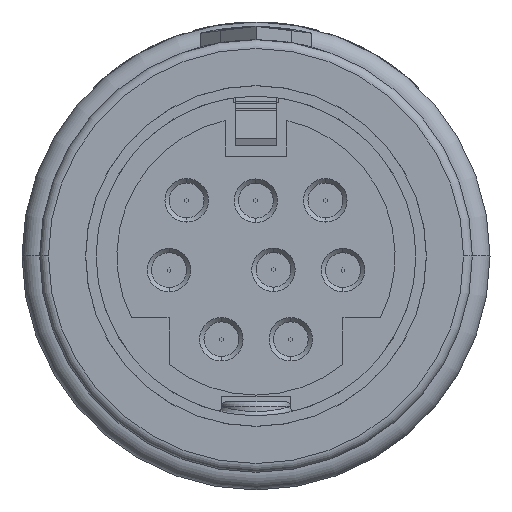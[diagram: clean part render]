
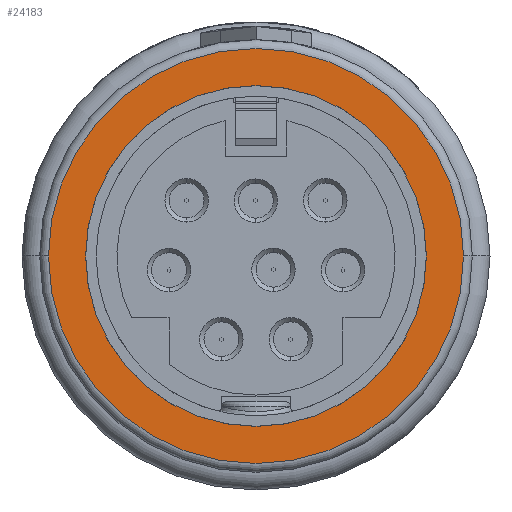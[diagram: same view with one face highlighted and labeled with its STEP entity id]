
A CAD part, front view. The second image highlights one B-rep face of the part: STEP entity #24183.
In plain terms, the highlighted face is planar.
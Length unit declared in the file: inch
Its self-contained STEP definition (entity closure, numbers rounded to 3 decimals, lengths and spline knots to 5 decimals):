
#131 = CARTESIAN_POINT ( 'NONE',  ( 0., 0., 0. ) ) ;
#667 = DIRECTION ( 'NONE',  ( 1., 0., 0. ) ) ;
#2291 = AXIS2_PLACEMENT_3D ( 'NONE', #33114, #33537, #11485 ) ;
#3424 = CIRCLE ( 'NONE', #12982, 0.193 ) ;
#3669 = CARTESIAN_POINT ( 'NONE',  ( -0.235, 0., 0. ) ) ;
#4038 = DIRECTION ( 'NONE',  ( 0., 0., -1. ) ) ;
#4410 = EDGE_CURVE ( 'NONE', #18847, #18982, #3424, .T. ) ;
#7123 = CARTESIAN_POINT ( 'NONE',  ( 0., 0., 0. ) ) ;
#7172 = DIRECTION ( 'NONE',  ( 0., 0., 1. ) ) ;
#8060 = CARTESIAN_POINT ( 'NONE',  ( 0.235, 0., 0. ) ) ;
#8297 = AXIS2_PLACEMENT_3D ( 'NONE', #35305, #7172, #35576 ) ;
#8490 = EDGE_CURVE ( 'NONE', #31934, #15783, #26343, .T. ) ;
#8928 = CARTESIAN_POINT ( 'NONE',  ( -0.193, 0., 0. ) ) ;
#9134 = AXIS2_PLACEMENT_3D ( 'NONE', #19843, #32134, #667 ) ;
#9941 = ORIENTED_EDGE ( 'NONE', *, *, #8490, .T. ) ;
#11485 = DIRECTION ( 'NONE',  ( 1., 0., 0. ) ) ;
#12800 = CARTESIAN_POINT ( 'NONE',  ( 0.193, 0., 0. ) ) ;
#12982 = AXIS2_PLACEMENT_3D ( 'NONE', #7123, #4038, #16884 ) ;
#15783 = VERTEX_POINT ( 'NONE', #8060 ) ;
#16604 = AXIS2_PLACEMENT_3D ( 'NONE', #131, #21708, #35057 ) ;
#16884 = DIRECTION ( 'NONE',  ( -1., 0., 0. ) ) ;
#17566 = EDGE_LOOP ( 'NONE', ( #39134, #37165 ) ) ;
#17933 = EDGE_LOOP ( 'NONE', ( #34438, #9941 ) ) ;
#18847 = VERTEX_POINT ( 'NONE', #8928 ) ;
#18982 = VERTEX_POINT ( 'NONE', #12800 ) ;
#19843 = CARTESIAN_POINT ( 'NONE',  ( 0., 0., 0. ) ) ;
#21708 = DIRECTION ( 'NONE',  ( 0., 0., -1. ) ) ;
#23138 = FACE_BOUND ( 'NONE', #17566, .T. ) ;
#24183 = ADVANCED_FACE ( 'NONE', ( #23138, #35976 ), #31860, .F. ) ;
#26343 = CIRCLE ( 'NONE', #9134, 0.235 ) ;
#31860 = PLANE ( 'NONE',  #8297 ) ;
#31934 = VERTEX_POINT ( 'NONE', #3669 ) ;
#32134 = DIRECTION ( 'NONE',  ( 0., 0., -1. ) ) ;
#32340 = CIRCLE ( 'NONE', #16604, 0.193 ) ;
#33114 = CARTESIAN_POINT ( 'NONE',  ( 0., 0., 0. ) ) ;
#33255 = EDGE_CURVE ( 'NONE', #15783, #31934, #40359, .T. ) ;
#33537 = DIRECTION ( 'NONE',  ( 0., 0., -1. ) ) ;
#34438 = ORIENTED_EDGE ( 'NONE', *, *, #33255, .T. ) ;
#34803 = EDGE_CURVE ( 'NONE', #18982, #18847, #32340, .T. ) ;
#35057 = DIRECTION ( 'NONE',  ( -1., 0., 0. ) ) ;
#35305 = CARTESIAN_POINT ( 'NONE',  ( 0., 0., 0. ) ) ;
#35576 = DIRECTION ( 'NONE',  ( 1., 0., 0. ) ) ;
#35976 = FACE_OUTER_BOUND ( 'NONE', #17933, .T. ) ;
#37165 = ORIENTED_EDGE ( 'NONE', *, *, #34803, .F. ) ;
#39134 = ORIENTED_EDGE ( 'NONE', *, *, #4410, .F. ) ;
#40359 = CIRCLE ( 'NONE', #2291, 0.235 ) ;
